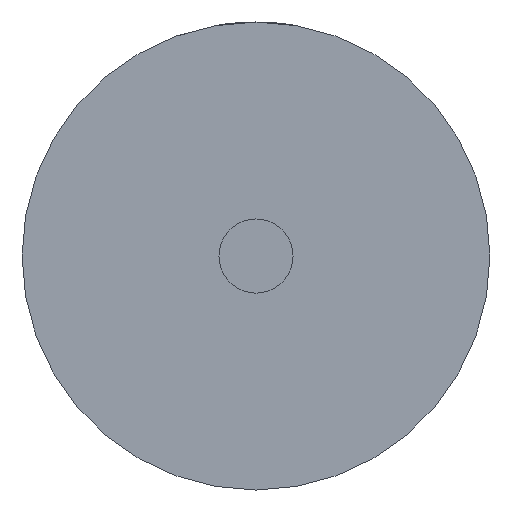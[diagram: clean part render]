
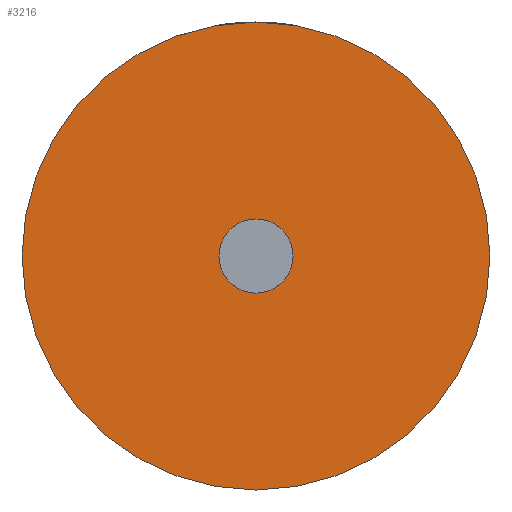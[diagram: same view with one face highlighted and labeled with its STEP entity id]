
A CAD part, left-side view. The second image highlights one B-rep face of the part: STEP entity #3216.
In plain terms, the highlighted planar face has unit normal (-1, 0, 0).
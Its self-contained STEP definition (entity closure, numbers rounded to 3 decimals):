
#61 = DIRECTION ( 'NONE',  ( 0., 0., -1. ) ) ;
#77 = CARTESIAN_POINT ( 'NONE',  ( 0., 0., 0. ) ) ;
#98 = CARTESIAN_POINT ( 'NONE',  ( 0., 0., 0. ) ) ;
#149 = CIRCLE ( 'NONE', #2229, 25.25 ) ;
#536 = VERTEX_POINT ( 'NONE', #1851 ) ;
#673 = DIRECTION ( 'NONE',  ( 0., 0., -1. ) ) ;
#705 = CARTESIAN_POINT ( 'NONE',  ( 0., 0., 0. ) ) ;
#783 = AXIS2_PLACEMENT_3D ( 'NONE', #4467, #2384, #3797 ) ;
#1064 = DIRECTION ( 'NONE',  ( 0., 0., -1. ) ) ;
#1111 = CIRCLE ( 'NONE', #783, 4. ) ;
#1215 = ORIENTED_EDGE ( 'NONE', *, *, #1280, .F. ) ;
#1258 = CARTESIAN_POINT ( 'NONE',  ( 0., 0., -4. ) ) ;
#1271 = DIRECTION ( 'NONE',  ( 1., 0., 0. ) ) ;
#1280 = EDGE_CURVE ( 'NONE', #2174, #3865, #4553, .T. ) ;
#1380 = CARTESIAN_POINT ( 'NONE',  ( 0., 0., 0. ) ) ;
#1398 = ORIENTED_EDGE ( 'NONE', *, *, #1497, .F. ) ;
#1497 = EDGE_CURVE ( 'NONE', #536, #1898, #2739, .T. ) ;
#1851 = CARTESIAN_POINT ( 'NONE',  ( 0., 0., -25.25 ) ) ;
#1864 = AXIS2_PLACEMENT_3D ( 'NONE', #98, #1271, #3782 ) ;
#1898 = VERTEX_POINT ( 'NONE', #2937 ) ;
#2017 = AXIS2_PLACEMENT_3D ( 'NONE', #705, #3928, #1064 ) ;
#2174 = VERTEX_POINT ( 'NONE', #4209 ) ;
#2229 = AXIS2_PLACEMENT_3D ( 'NONE', #1380, #4074, #673 ) ;
#2384 = DIRECTION ( 'NONE',  ( -1., 0., 0. ) ) ;
#2574 = DIRECTION ( 'NONE',  ( 1., 0., 0. ) ) ;
#2684 = EDGE_CURVE ( 'NONE', #1898, #536, #149, .T. ) ;
#2739 = CIRCLE ( 'NONE', #4278, 25.25 ) ;
#2937 = CARTESIAN_POINT ( 'NONE',  ( 0., 0., 25.25 ) ) ;
#3139 = ORIENTED_EDGE ( 'NONE', *, *, #2684, .F. ) ;
#3216 = ADVANCED_FACE ( 'NONE', ( #3290, #3227 ), #3897, .F. ) ;
#3227 = FACE_BOUND ( 'NONE', #3585, .T. ) ;
#3290 = FACE_OUTER_BOUND ( 'NONE', #3646, .T. ) ;
#3585 = EDGE_LOOP ( 'NONE', ( #4466, #1215 ) ) ;
#3646 = EDGE_LOOP ( 'NONE', ( #3139, #1398 ) ) ;
#3782 = DIRECTION ( 'NONE',  ( 0., 0., -1. ) ) ;
#3797 = DIRECTION ( 'NONE',  ( 0., 0., -1. ) ) ;
#3865 = VERTEX_POINT ( 'NONE', #1258 ) ;
#3897 = PLANE ( 'NONE',  #1864 ) ;
#3928 = DIRECTION ( 'NONE',  ( -1., 0., 0. ) ) ;
#4074 = DIRECTION ( 'NONE',  ( 1., 0., 0. ) ) ;
#4084 = EDGE_CURVE ( 'NONE', #3865, #2174, #1111, .T. ) ;
#4209 = CARTESIAN_POINT ( 'NONE',  ( 0., 0., 4. ) ) ;
#4278 = AXIS2_PLACEMENT_3D ( 'NONE', #77, #2574, #61 ) ;
#4466 = ORIENTED_EDGE ( 'NONE', *, *, #4084, .F. ) ;
#4467 = CARTESIAN_POINT ( 'NONE',  ( 0., 0., 0. ) ) ;
#4553 = CIRCLE ( 'NONE', #2017, 4. ) ;
